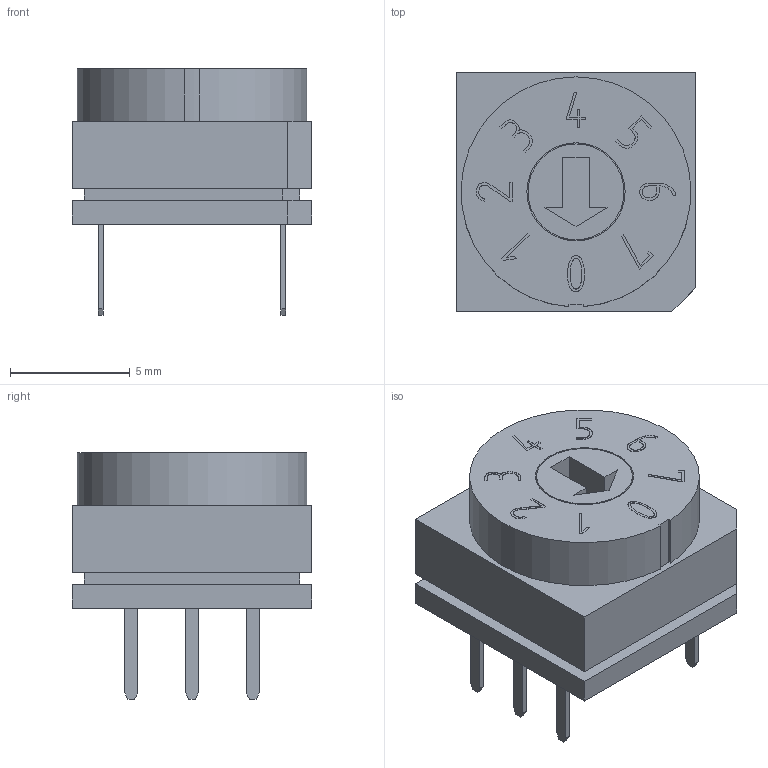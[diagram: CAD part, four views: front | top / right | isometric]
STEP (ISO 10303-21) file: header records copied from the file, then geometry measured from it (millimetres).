
FILE_DESCRIPTION( ( 'Unknown' ), '1' );
FILE_NAME( '428527320909.stp', 'Unknown', ( 'WJelisarow' ), ( 'Würth Elektronik eiSos' ), 'PSStep 14.0', 'Unknown', ' ' );
FILE_SCHEMA( ( 'AUTOMOTIVE_DESIGN { 1 0 10303 214 1 1 1 1 }' ) );
Length unit declared in the file: millimetre
Products named in the file (1): 1
Bounding box: 10 x 10 x 10.3 mm (x, y, z)
Volume: 574.3 mm3; surface area: 573.1 mm2
Topology: 1 solids, 1 shells, 152 faces, 384 edges, 256 vertices
Faces by surface type: plane 130, extrusion 18, cylinder 4
Full cylindrical faces by diameter (mm): 4 x1, 4.1 x1
Entity records: 6274 total; most frequent: CARTESIAN_POINT 1631, ORIENTED_EDGE 760, DIRECTION 548, EDGE_CURVE 380, VECTOR 262, VERTEX_POINT 256, LINE 244, EDGE_LOOP 178
